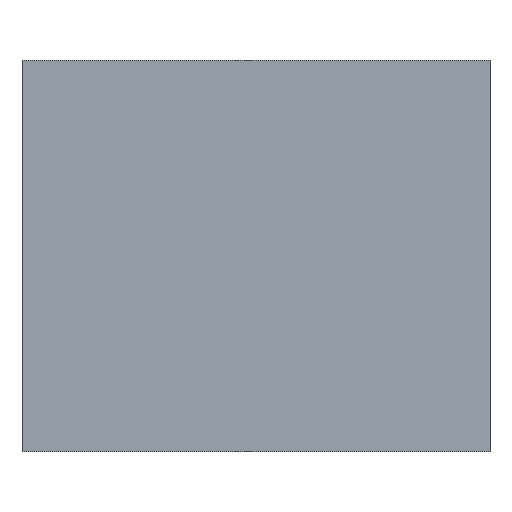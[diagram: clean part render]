
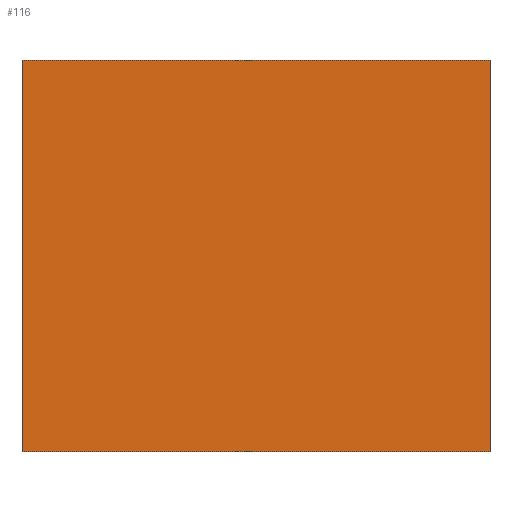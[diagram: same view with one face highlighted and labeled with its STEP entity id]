
A CAD part, top view. The second image highlights one B-rep face of the part: STEP entity #116.
In plain terms, the highlighted planar face has unit normal (0, 0, 1).
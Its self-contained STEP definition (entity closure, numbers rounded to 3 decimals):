
#17 = ORIENTED_EDGE ( 'NONE', *, *, #161, .T. ) ;
#19 = LINE ( 'NONE', #72, #173 ) ;
#20 = VERTEX_POINT ( 'NONE', #189 ) ;
#33 = VERTEX_POINT ( 'NONE', #187 ) ;
#40 = DIRECTION ( 'NONE',  ( 0., 1., 0. ) ) ;
#43 = VERTEX_POINT ( 'NONE', #74 ) ;
#47 = ORIENTED_EDGE ( 'NONE', *, *, #164, .T. ) ;
#51 = DIRECTION ( 'NONE',  ( -1., 0., 0. ) ) ;
#57 = LINE ( 'NONE', #177, #137 ) ;
#58 = EDGE_LOOP ( 'NONE', ( #92, #106, #17, #47 ) ) ;
#65 = VECTOR ( 'NONE', #193, 1000. ) ;
#67 = EDGE_CURVE ( 'NONE', #20, #43, #19, .T. ) ;
#70 = VECTOR ( 'NONE', #40, 1000. ) ;
#72 = CARTESIAN_POINT ( 'NONE',  ( -460., 385., 10. ) ) ;
#74 = CARTESIAN_POINT ( 'NONE',  ( -460., 385., 10. ) ) ;
#85 = PLANE ( 'NONE',  #152 ) ;
#88 = CARTESIAN_POINT ( 'NONE',  ( 460., -385., 10. ) ) ;
#92 = ORIENTED_EDGE ( 'NONE', *, *, #180, .T. ) ;
#99 = FACE_OUTER_BOUND ( 'NONE', #58, .T. ) ;
#100 = VERTEX_POINT ( 'NONE', #88 ) ;
#106 = ORIENTED_EDGE ( 'NONE', *, *, #67, .T. ) ;
#111 = CARTESIAN_POINT ( 'NONE',  ( -460., -385., 10. ) ) ;
#116 = ADVANCED_FACE ( 'NONE', ( #99 ), #85, .F. ) ;
#119 = LINE ( 'NONE', #198, #70 ) ;
#122 = DIRECTION ( 'NONE',  ( 0., 0., -1. ) ) ;
#126 = DIRECTION ( 'NONE',  ( 1., 0., 0. ) ) ;
#137 = VECTOR ( 'NONE', #126, 1000. ) ;
#150 = DIRECTION ( 'NONE',  ( -1., 0., 0. ) ) ;
#152 = AXIS2_PLACEMENT_3D ( 'NONE', #190, #122, #51 ) ;
#161 = EDGE_CURVE ( 'NONE', #43, #33, #185, .T. ) ;
#164 = EDGE_CURVE ( 'NONE', #33, #100, #57, .T. ) ;
#173 = VECTOR ( 'NONE', #150, 1000. ) ;
#177 = CARTESIAN_POINT ( 'NONE',  ( -460., -385., 10. ) ) ;
#180 = EDGE_CURVE ( 'NONE', #100, #20, #119, .T. ) ;
#185 = LINE ( 'NONE', #111, #65 ) ;
#187 = CARTESIAN_POINT ( 'NONE',  ( -460., -385., 10. ) ) ;
#189 = CARTESIAN_POINT ( 'NONE',  ( 460., 385., 10. ) ) ;
#190 = CARTESIAN_POINT ( 'NONE',  ( 0., 0., 10. ) ) ;
#193 = DIRECTION ( 'NONE',  ( 0., -1., 0. ) ) ;
#198 = CARTESIAN_POINT ( 'NONE',  ( 460., -385., 10. ) ) ;
